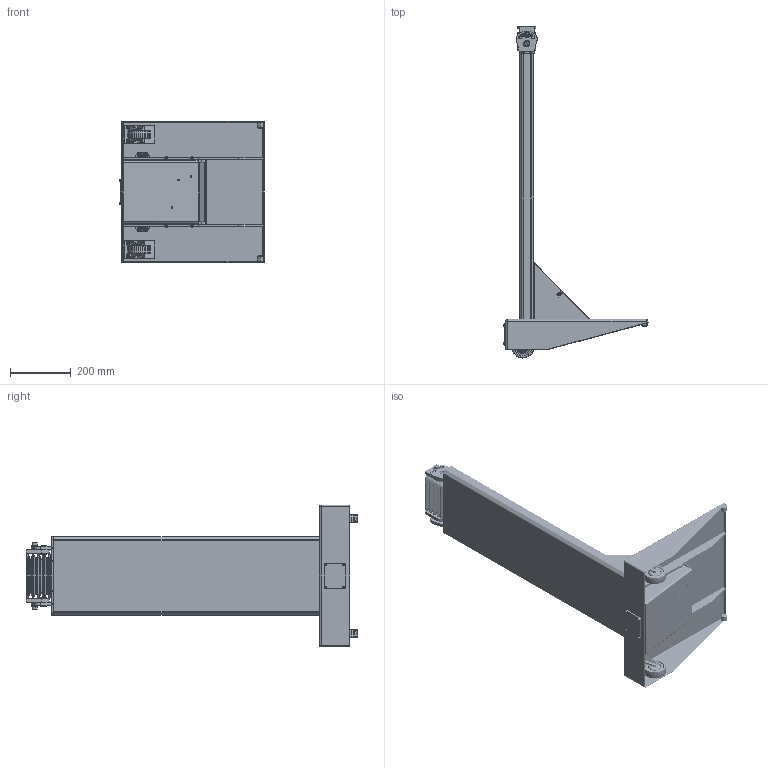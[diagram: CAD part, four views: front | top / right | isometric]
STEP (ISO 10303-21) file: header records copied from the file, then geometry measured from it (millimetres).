
FILE_DESCRIPTION (( 'STEP AP214' ), '1' );
FILE_NAME ('50010101.STEP', '2008-10-06T11:18:34', ( ' ' ), ( '' ), 'SwSTEP 2.0', 'SolidWorks 2008', '' );
FILE_SCHEMA (( 'AUTOMOTIVE_DESIGN' ));
Length unit declared in the file: millimetre
Products named in the file (40): 95829_Standard; 93521_im eingebauten Zustand; 56287_Standard; 93330_Standard; 93649_Standard; 95851_Standard; 83037_Standard; 93017_Standard; 94741_Rolle_Standard; 94741_Rollenhalter_Standard; 93227_Standard; 93259_Standard; 93513_Standard; 94741_Standard; 93224_Standard; 94704_im eingebauten Zustand; 83011_Standard; 93275_Standard; 11308_Standard; 83003_Standard; 95592_Standard; 50010101; 95592 Längsstrebe_Standard; Einpresssm_M5_SS-M5-2_Standard; 95592-Grundgestell_Standard; 95592 Längsstrebe 2_Eingebaute Längsstrebe; 95592 Stützrolle_Standard; 95592 Auflageplatte für Rolle_Standard<Wie bearbeitet>; 95520_Standard; 93257_Standard; 95832_Standard; 95833_Standard; 98085_Standard; 93201_Standard; 56285_Standard; 93027_Standard; 93052_Standard; 94774_Standard; 94773_Standard; 94775_Standard
Assembly tree (100 placements, depth 3):
  50010101
    93330_Standard  x4
    93017_Standard  x8
    93027_Standard  x4
    93052_Standard  x2
    98085_Standard  x4
    83003_Standard  x10
    83037_Standard  x8
    94741_Standard  x2
      94741_Rolle_Standard
      94741_Rollenhalter_Standard
    93257_Standard  x4
    93521_im eingebauten Zustand  x2
    95833_Standard  x2
    93201_Standard  x4
    95520_Standard
    95592_Standard
      95592 Längsstrebe 2_Eingebaute Längsstrebe
      95592 Auflageplatte für Rolle_Standard<Wie bearbeitet>  x2
      Einpresssm_M5_SS-M5-2_Standard  x2
      95592 Längsstrebe_Standard
      95592 Stützrolle_Standard  x2
      95592-Grundgestell_Standard
    93649_Standard  x4
    56287_Standard
      11308_Standard
    95851_Standard
    56285_Standard
      93259_Standard  x4
      93224_Standard  x2
      95829_Standard  x2
      93275_Standard  x4
      94774_Standard  x2
      93513_Standard  x2
      83011_Standard  x2
      94775_Standard
      94773_Standard  x2
      93227_Standard  x2
      94704_im eingebauten Zustand
    95832_Standard
Bounding box: 476.43 x 1092.58 x 467 mm (x, y, z)
Volume: 4693666 mm3; surface area: 2622455.8 mm2
Topology: 107 solids, 107 shells, 4556 faces, 10626 edges, 6352 vertices
Faces by surface type: plane 1784, cylinder 1113, cone 795, bspline 580, torus 232, sphere 52
Entity records: 100282 total; most frequent: CARTESIAN_POINT 37795, ORIENTED_EDGE 11624, DIRECTION 10733, EDGE_CURVE 5812, AXIS2_PLACEMENT_3D 3967, VERTEX_POINT 3465, VECTOR 2799, LINE 2799
